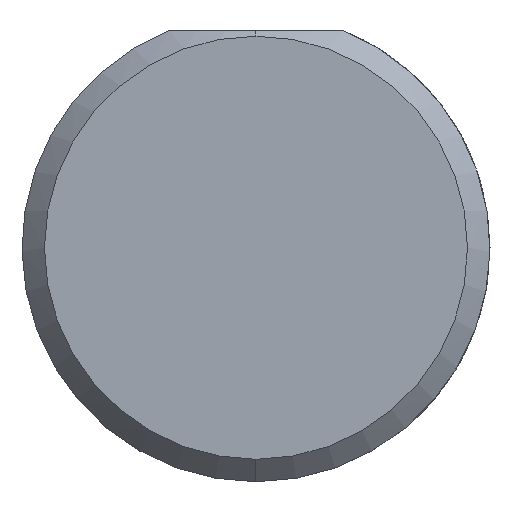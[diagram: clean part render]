
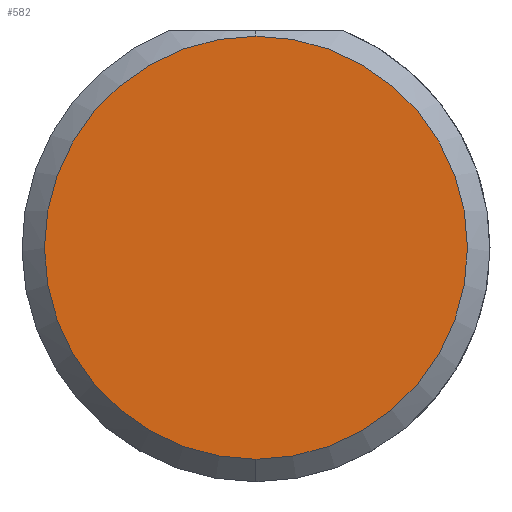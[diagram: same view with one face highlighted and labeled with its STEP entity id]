
A CAD part, left-side view. The second image highlights one B-rep face of the part: STEP entity #582.
In plain terms, the highlighted planar face has unit normal (-1, 0, 0).
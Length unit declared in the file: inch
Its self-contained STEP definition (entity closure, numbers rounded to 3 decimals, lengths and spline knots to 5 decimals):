
#38 = VERTEX_POINT ( 'NONE', #584 ) ;
#68 = DIRECTION ( 'NONE',  ( -1., 0., 0. ) ) ;
#74 = CARTESIAN_POINT ( 'NONE',  ( 0., 0., 0. ) ) ;
#128 = PLANE ( 'NONE',  #283 ) ;
#132 = DIRECTION ( 'NONE',  ( 1., 0., 0. ) ) ;
#169 = DIRECTION ( 'NONE',  ( 0., 0., 1. ) ) ;
#184 = CARTESIAN_POINT ( 'NONE',  ( 0., 0., 0.1411 ) ) ;
#204 = DIRECTION ( 'NONE',  ( 0., 0., -1. ) ) ;
#205 = CARTESIAN_POINT ( 'NONE',  ( 0., 0., 0. ) ) ;
#218 = VERTEX_POINT ( 'NONE', #184 ) ;
#251 = CARTESIAN_POINT ( 'NONE',  ( 0., 0., 0. ) ) ;
#256 = DIRECTION ( 'NONE',  ( 0., 0., 1. ) ) ;
#279 = ORIENTED_EDGE ( 'NONE', *, *, #384, .T. ) ;
#283 = AXIS2_PLACEMENT_3D ( 'NONE', #251, #132, #204 ) ;
#354 = FACE_OUTER_BOUND ( 'NONE', #468, .T. ) ;
#378 = AXIS2_PLACEMENT_3D ( 'NONE', #205, #583, #256 ) ;
#384 = EDGE_CURVE ( 'NONE', #38, #218, #494, .T. ) ;
#468 = EDGE_LOOP ( 'NONE', ( #279, #655 ) ) ;
#473 = AXIS2_PLACEMENT_3D ( 'NONE', #74, #68, #169 ) ;
#494 = CIRCLE ( 'NONE', #378, 0.1411 ) ;
#500 = CIRCLE ( 'NONE', #473, 0.1411 ) ;
#582 = ADVANCED_FACE ( 'NONE', ( #354 ), #128, .F. ) ;
#583 = DIRECTION ( 'NONE',  ( -1., 0., 0. ) ) ;
#584 = CARTESIAN_POINT ( 'NONE',  ( 0., 0., -0.1411 ) ) ;
#648 = EDGE_CURVE ( 'NONE', #218, #38, #500, .T. ) ;
#655 = ORIENTED_EDGE ( 'NONE', *, *, #648, .T. ) ;
